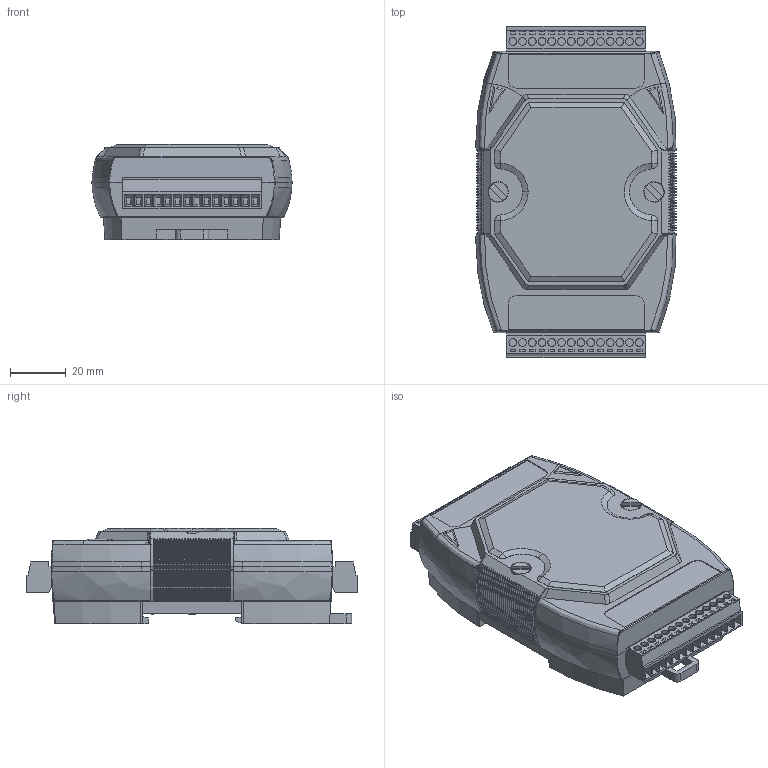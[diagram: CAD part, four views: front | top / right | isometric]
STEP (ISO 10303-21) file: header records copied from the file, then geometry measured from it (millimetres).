
FILE_DESCRIPTION (( 'STEP AP203' ), '1' );
FILE_NAME ('M-7028D.STEP', '2018-05-29T01:12:27', ( 'user' ), ( '' ), 'SwSTEP 2.0', 'SolidWorks 2013', '' );
FILE_SCHEMA (( 'CONFIG_CONTROL_DESIGN' ));
Length unit declared in the file: millimetre
Products named in the file (13): ME030-35014_; 7000_14P_14P_01; MC420-350_14; 7000_14P_14P_02; 7000軌道固定片; 4SI700000011W; 7000左翅膀; M-7028D; 7000右翅膀; 7000-PCGai.sldasm-Part-1; 7K_PCB; SW180
Assembly tree (14 placements, depth 3):
  M-7028D
    7000_14P_14P_01
    7000_14P_14P_02
    7000軌道固定片
    7000左翅膀
    7000右翅膀
    7000-PCGai.sldasm-Part-1  x2
    7K_PCB
    SW180
    MC420-350_14  x2
      ME030-35014_
      MC420-350_14
    4SI700000011W
Bounding box: 72.04 x 119.19 x 34.2 mm (x, y, z)
Volume: 66688.3 mm3; surface area: 91256 mm2
Topology: 14 solids, 14 shells, 4328 faces, 11527 edges, 7470 vertices
Faces by surface type: plane 3013, cylinder 429, bspline 350, cone 276, torus 238, sphere 22
Entity records: 114581 total; most frequent: CARTESIAN_POINT 38318, ORIENTED_EDGE 17292, DIRECTION 13329, EDGE_CURVE 8646, VERTEX_POINT 5636, LINE 4497, VECTOR 4497, AXIS2_PLACEMENT_3D 4416
